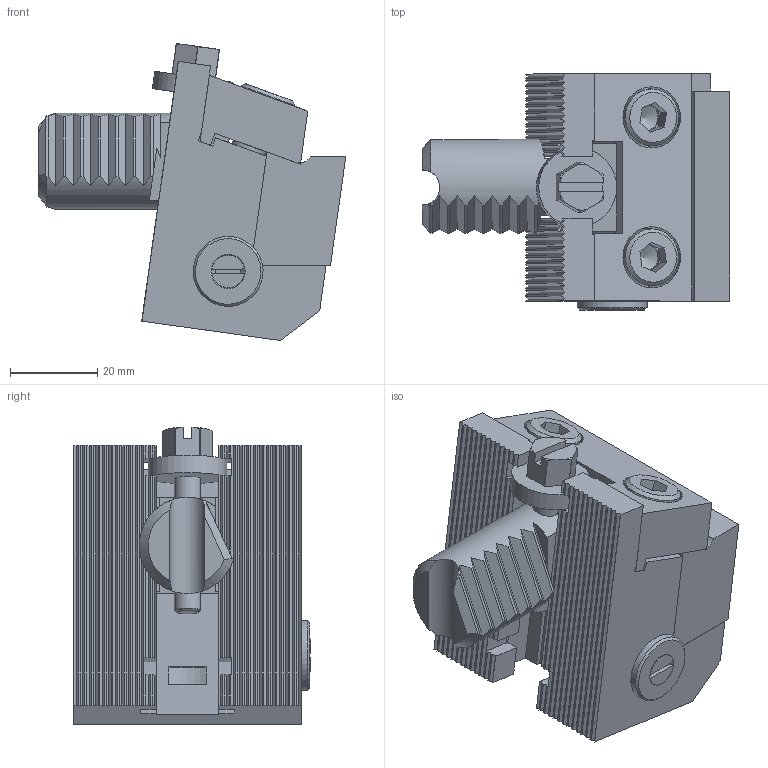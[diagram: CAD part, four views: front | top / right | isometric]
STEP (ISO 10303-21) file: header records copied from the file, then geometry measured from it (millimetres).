
FILE_DESCRIPTION(/* description */ (''),/* implementation_level */ '2;1');
FILE_NAME(/* name */ 'W9990244_A.stp',/* time_stamp */ '2009-11-26T14:13:12+01:00',/* author */ (''),/* organization */ (''),/* preprocessor_version */ 'ST-DEVELOPER v11',/* originating_system */ 'UGS - NX 5.0',/* authorisation */ '');
FILE_SCHEMA (('AUTOMOTIVE_DESIGN { 1 0 10303 214 0 1 1 1 }'));
Length unit declared in the file: millimetre
Products named in the file (9): W9990244_P1_A; WE1471.04_A; 410330.0408_A; WE1461.08_B; W31402.36_B; 410260.0816_A; 221041.1824_A; WE1471.14_B; W9990244_A
Assembly tree (9 placements, depth 2):
  W9990244_A
    WE1471.14_B
    221041.1824_A
    410260.0816_A  x2
    W31402.36_B
    WE1461.08_B
    410330.0408_A
    WE1471.04_A
    W9990244_P1_A
Bounding box: 70.38 x 54.07 x 67.97 mm (x, y, z)
Volume: 106962.6 mm3; surface area: 35061.2 mm2
Topology: 9 solids, 9 shells, 329 faces, 886 edges, 581 vertices
Faces by surface type: plane 261, cylinder 38, cone 27, torus 3
Full cylindrical faces by diameter (mm): 3.3 x2, 3.54 x1, 4 x1, 4.2 x1, 5 x1, 6 x3, 6.5 x1, 6.8 x2, 8 x2, 9 x2, 13 x2, 14 x2, 16 x1, 18 x1
Entity records: 9623 total; most frequent: CARTESIAN_POINT 1764, ORIENTED_EDGE 1576, DIRECTION 1521, EDGE_CURVE 788, LINE 633, VECTOR 633, VERTEX_POINT 543, AXIS2_PLACEMENT_3D 444
